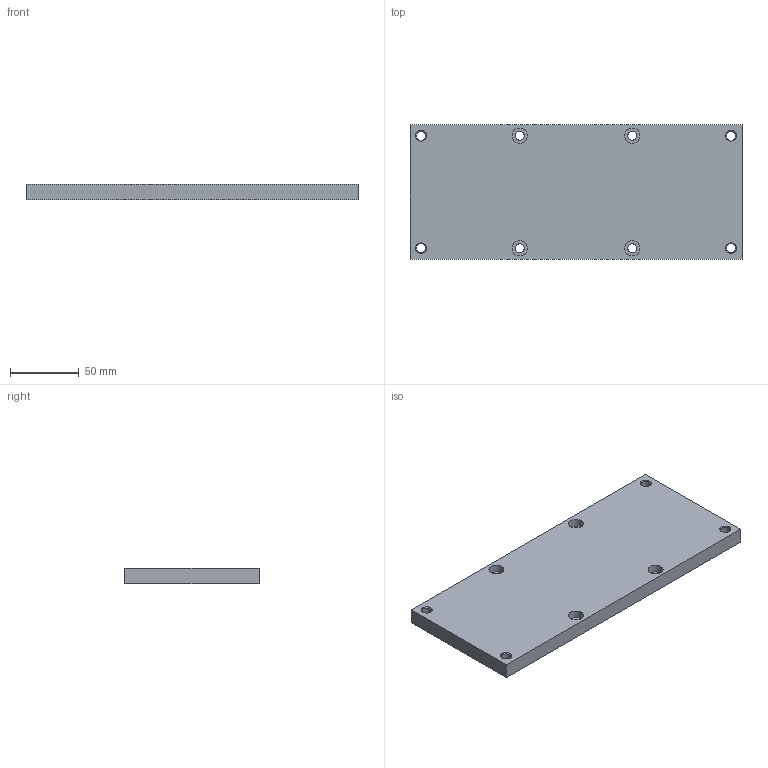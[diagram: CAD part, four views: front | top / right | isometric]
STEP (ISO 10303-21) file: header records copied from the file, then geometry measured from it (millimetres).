
FILE_DESCRIPTION( ( 'STEP AP214' ), '1' );
FILE_NAME( '3089021.step', '2007-06-27T13:53:54', ( ' ' ), ( ' ' ), 'XStep 1.0', ' ', ' ' );
FILE_SCHEMA( ( 'automotive_design' ) );
Length unit declared in the file: millimetre
Products named in the file (1): 1
Bounding box: 242 x 98 x 11.5 mm (x, y, z)
Volume: 268086.1 mm3; surface area: 56886.7 mm2
Topology: 1 solids, 1 shells, 30 faces, 74 edges, 50 vertices
Faces by surface type: cylinder 12, plane 10, cone 8
Full cylindrical faces by diameter (mm): 6.5 x4, 6.647 x4, 11 x4
Entity records: 1004 total; most frequent: DIRECTION 138, CARTESIAN_POINT 115, ORIENTED_EDGE 88, EDGE_LOOP 70, AXIS2_PLACEMENT_3D 63, EDGE_CURVE 44, FACE_OUTER_BOUND 42, VERTEX_POINT 40
